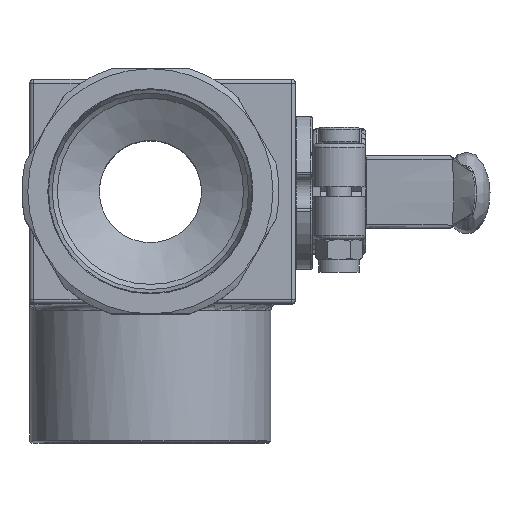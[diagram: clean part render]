
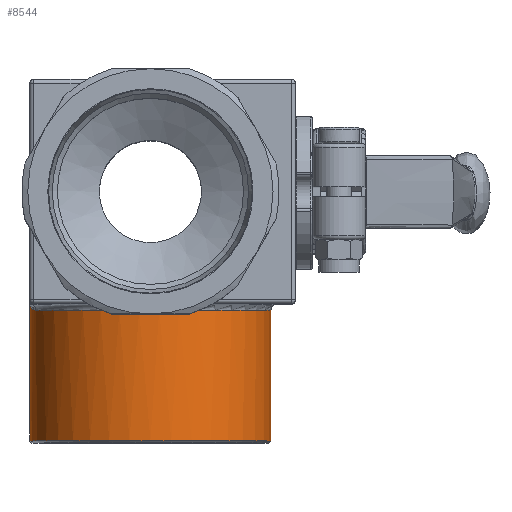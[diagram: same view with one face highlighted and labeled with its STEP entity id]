
A CAD part, top view. The second image highlights one B-rep face of the part: STEP entity #8544.
In plain terms, the highlighted cylindrical face has radius 29.5 mm (diameter 59 mm), a full revolution.
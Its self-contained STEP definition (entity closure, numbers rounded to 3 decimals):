
#116=B_SPLINE_CURVE_WITH_KNOTS('',3,(#13001,#13002,#13003,#13004,#13005,
#13006,#13007,#13008),.UNSPECIFIED.,.F.,.F.,(4,2,1,1,4),(-0.002,
0.,0.392,0.587,0.979),.UNSPECIFIED.);
#117=B_SPLINE_CURVE_WITH_KNOTS('',3,(#13010,#13011,#13012,#13013,#13014,
#13015,#13016,#13017),.UNSPECIFIED.,.F.,.F.,(4,1,1,2,4),(1.905,
2.296,2.492,2.884,2.886),
 .UNSPECIFIED.);
#360=CYLINDRICAL_SURFACE('',#9165,29.5);
#812=FACE_OUTER_BOUND('',#1305,.T.);
#1305=EDGE_LOOP('',(#5823,#5824,#5825,#5826,#5827,#5828,#5829));
#1824=LINE('',#12997,#2406);
#2406=VECTOR('',#10271,29.5);
#3032=CIRCLE('',#9161,29.5);
#3035=CIRCLE('',#9166,29.5);
#3036=CIRCLE('',#9167,29.5);
#3497=VERTEX_POINT('',#12987);
#3500=VERTEX_POINT('',#12996);
#3501=VERTEX_POINT('',#12998);
#3502=VERTEX_POINT('',#13000);
#3503=VERTEX_POINT('',#13009);
#4371=EDGE_CURVE('',#3497,#3497,#3032,.T.);
#4374=EDGE_CURVE('',#3497,#3500,#1824,.T.);
#4375=EDGE_CURVE('',#3501,#3500,#3035,.T.);
#4376=EDGE_CURVE('',#3502,#3501,#116,.T.);
#4377=EDGE_CURVE('',#3503,#3502,#117,.T.);
#4378=EDGE_CURVE('',#3500,#3503,#3036,.T.);
#5823=ORIENTED_EDGE('',*,*,#4371,.F.);
#5824=ORIENTED_EDGE('',*,*,#4374,.T.);
#5825=ORIENTED_EDGE('',*,*,#4375,.F.);
#5826=ORIENTED_EDGE('',*,*,#4376,.F.);
#5827=ORIENTED_EDGE('',*,*,#4377,.F.);
#5828=ORIENTED_EDGE('',*,*,#4378,.F.);
#5829=ORIENTED_EDGE('',*,*,#4374,.F.);
#8544=ADVANCED_FACE('',(#812),#360,.T.);
#9161=AXIS2_PLACEMENT_3D('',#12989,#10261,#10262);
#9165=AXIS2_PLACEMENT_3D('',#12995,#10269,#10270);
#9166=AXIS2_PLACEMENT_3D('',#12999,#10272,#10273);
#9167=AXIS2_PLACEMENT_3D('',#13018,#10274,#10275);
#10261=DIRECTION('center_axis',(0.,-1.,0.));
#10262=DIRECTION('ref_axis',(-1.,0.,0.));
#10269=DIRECTION('center_axis',(0.,-1.,0.));
#10270=DIRECTION('ref_axis',(-1.,0.,0.));
#10271=DIRECTION('',(0.,1.,0.));
#10272=DIRECTION('center_axis',(0.,1.,0.));
#10273=DIRECTION('ref_axis',(1.,0.,0.));
#10274=DIRECTION('center_axis',(0.,1.,0.));
#10275=DIRECTION('ref_axis',(1.,0.,0.));
#12987=CARTESIAN_POINT('',(29.5,-61.,0.));
#12989=CARTESIAN_POINT('Origin',(0.,-61.,0.));
#12995=CARTESIAN_POINT('Origin',(0.,-27.5,0.));
#12996=CARTESIAN_POINT('',(29.5,-29.,0.));
#12997=CARTESIAN_POINT('',(29.5,-27.5,0.));
#12998=CARTESIAN_POINT('',(-28.073,-29.,9.065));
#12999=CARTESIAN_POINT('Origin',(0.,-29.,0.));
#13000=CARTESIAN_POINT('',(-29.5,-27.5,0.));
#13001=CARTESIAN_POINT('Ctrl Pts',(-29.5,-27.5,0.));
#13002=CARTESIAN_POINT('Ctrl Pts',(-29.5,-27.501,0.006));
#13003=CARTESIAN_POINT('Ctrl Pts',(-29.5,-27.503,
0.012));
#13004=CARTESIAN_POINT('Ctrl Pts',(-29.499,-27.785,1.231));
#13005=CARTESIAN_POINT('Ctrl Pts',(-29.386,-28.209,
3.053));
#13006=CARTESIAN_POINT('Ctrl Pts',(-28.913,-28.779,
6.078));
#13007=CARTESIAN_POINT('Ctrl Pts',(-28.454,-29.,7.883));
#13008=CARTESIAN_POINT('Ctrl Pts',(-28.073,-29.,9.065));
#13009=CARTESIAN_POINT('',(-28.073,-29.,-9.065));
#13010=CARTESIAN_POINT('Ctrl Pts',(-28.073,-29.,-9.065));
#13011=CARTESIAN_POINT('Ctrl Pts',(-28.454,-29.,-7.883));
#13012=CARTESIAN_POINT('Ctrl Pts',(-28.913,-28.78,
-6.078));
#13013=CARTESIAN_POINT('Ctrl Pts',(-29.386,-28.208,
-3.053));
#13014=CARTESIAN_POINT('Ctrl Pts',(-29.499,-27.785,
-1.231));
#13015=CARTESIAN_POINT('Ctrl Pts',(-29.5,-27.503,
-0.012));
#13016=CARTESIAN_POINT('Ctrl Pts',(-29.5,-27.501,-0.006));
#13017=CARTESIAN_POINT('Ctrl Pts',(-29.5,-27.5,0.));
#13018=CARTESIAN_POINT('Origin',(0.,-29.,0.));
